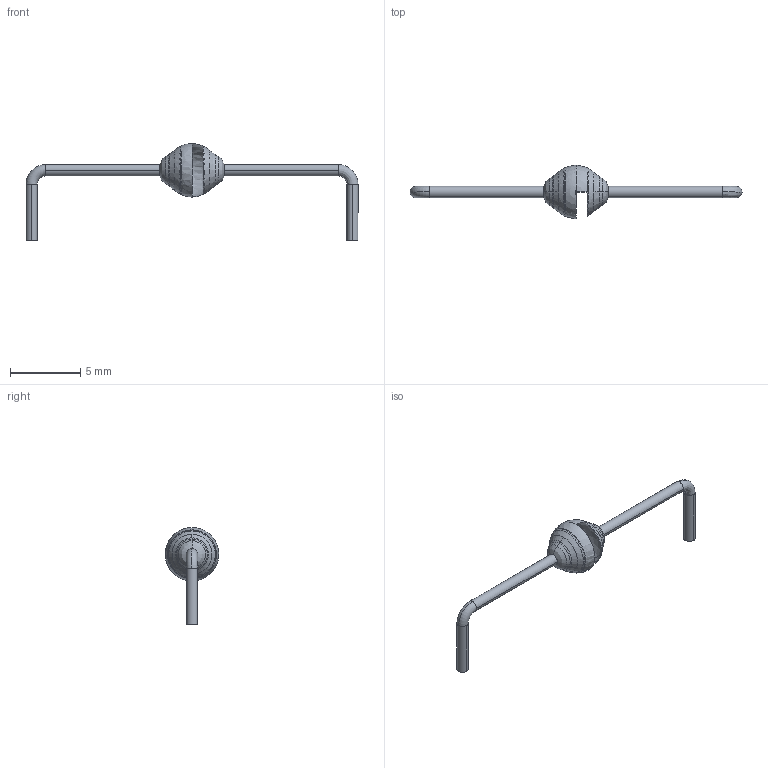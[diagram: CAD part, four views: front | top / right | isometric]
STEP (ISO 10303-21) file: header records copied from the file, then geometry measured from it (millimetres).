
FILE_DESCRIPTION((''),'2;1');
FILE_NAME('SOD57-LS2286.stp','2010-04-21T17:30:14',(''),(''),'Mechanical Desktop 2010','Mechanical Desktop 2010',', , ');
FILE_SCHEMA(('AUTOMOTIVE_DESIGN { 1 2 10303 214 1 1 1 1 }'));
Length unit declared in the file: millimetre
Products named in the file (1): Product
Bounding box: 23.65 x 3.81 x 6.91 mm (x, y, z)
Volume: 42.7 mm3; surface area: 206.4 mm2
Topology: 6 solids, 6 shells, 48 faces, 108 edges, 70 vertices
Faces by surface type: bspline 22, plane 10, sphere 6, cone 4, cylinder 4, torus 2
Entity records: 1838 total; most frequent: CARTESIAN_POINT 743, DIRECTION 242, ORIENTED_EDGE 200, AXIS2_PLACEMENT_3D 115, EDGE_CURVE 100, CIRCLE 88, VERTEX_POINT 68, EDGE_LOOP 52
